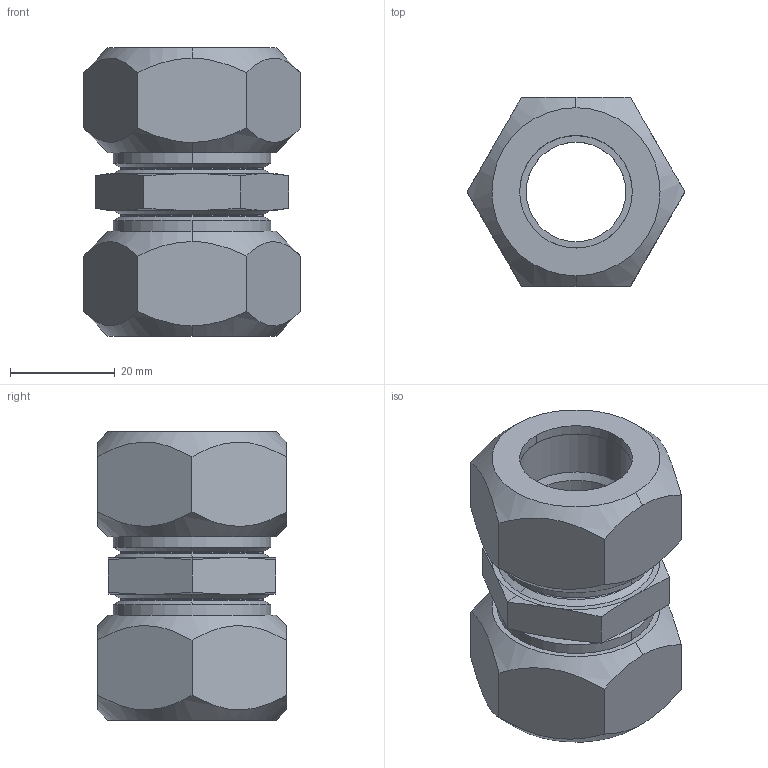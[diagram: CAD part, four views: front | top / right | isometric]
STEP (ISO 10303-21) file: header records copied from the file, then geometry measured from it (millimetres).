
FILE_DESCRIPTION (( 'STEP AP203' ), '1' );
FILE_NAME ('11-1321-14_outokumpu.step', '2015-08-10T08:29:01', ( '' ), ( '' ), 'SwSTEP 2.0', 'SolidWorks 2008', '' );
FILE_SCHEMA (( 'CONFIG_CONTROL_DESIGN' ));
Length unit declared in the file: millimetre
Products named in the file (4): nipple-13-666-070_outokumpu_nipple-13-666-070_outokumpu; 11-1321-14_outokumpu; bite-ring-13-111-014_outokumpu_bite-ring-13-111-014_outokumpu; nut-13-222-012_outokumpu_nut-13-222-012_outokumpu
Assembly tree (5 placements, depth 2):
  11-1321-14_outokumpu
    nut-13-222-012_outokumpu_nut-13-222-012_outokumpu  x2
    bite-ring-13-111-014_outokumpu_bite-ring-13-111-014_outokumpu  x2
    nipple-13-666-070_outokumpu_nipple-13-666-070_outokumpu
Bounding box: 41.57 x 36 x 55 mm (x, y, z)
Volume: 33200 mm3; surface area: 20416.5 mm2
Topology: 5 solids, 5 shells, 120 faces, 280 edges, 174 vertices
Faces by surface type: cone 50, plane 32, cylinder 30, torus 8
Entity records: 3258 total; most frequent: CARTESIAN_POINT 698, DIRECTION 468, ORIENTED_EDGE 424, EDGE_CURVE 212, AXIS2_PLACEMENT_3D 198, VERTEX_POINT 132, CIRCLE 100, EDGE_LOOP 100
